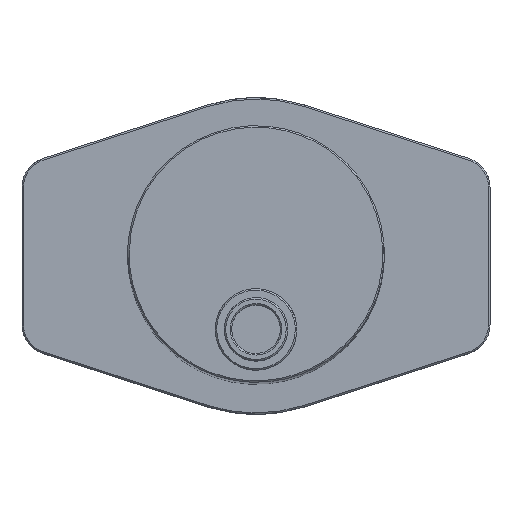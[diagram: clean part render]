
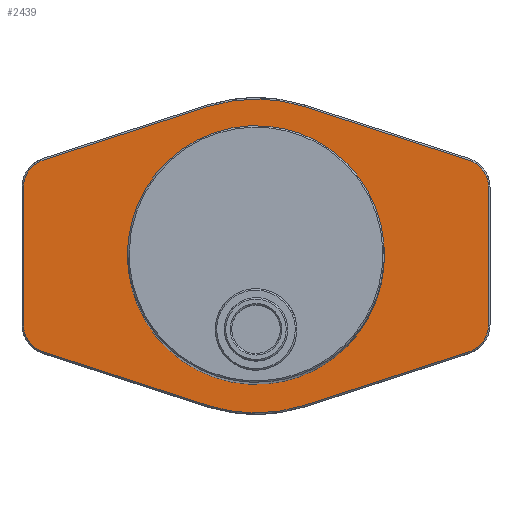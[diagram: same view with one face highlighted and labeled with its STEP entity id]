
A CAD part, top view. The second image highlights one B-rep face of the part: STEP entity #2439.
In plain terms, the highlighted free-form (B-spline) face has degree [1, 1] with [2, 2] control points.
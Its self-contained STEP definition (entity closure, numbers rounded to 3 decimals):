
#1457 = VERTEX_POINT('',#1458);
#1458 = CARTESIAN_POINT('',(-7.934,0.,
    1.587));
#1463 = EDGE_CURVE('',#1457,#1457,#1464,.T.);
#1464 = ( BOUNDED_CURVE() B_SPLINE_CURVE(2,(#1465,#1466,#1467,#1468,
#1469,#1470,#1471),.UNSPECIFIED.,.T.,.F.) B_SPLINE_CURVE_WITH_KNOTS((3,2
    ,2,3),(3.142,5.236,7.33,9.425),
.PIECEWISE_BEZIER_KNOTS.) CURVE() GEOMETRIC_REPRESENTATION_ITEM() 
RATIONAL_B_SPLINE_CURVE((1.,0.5,1.,0.5,1.,0.5,1.)) REPRESENTATION_ITEM(
  '') );
#1465 = CARTESIAN_POINT('',(-7.934,0.,
    1.587));
#1466 = CARTESIAN_POINT('',(-7.934,13.743,
    1.587));
#1467 = CARTESIAN_POINT('',(3.967,6.871,1.587
    ));
#1468 = CARTESIAN_POINT('',(15.869,0.,
    1.587));
#1469 = CARTESIAN_POINT('',(3.967,-6.871,
    1.587));
#1470 = CARTESIAN_POINT('',(-7.934,-13.743,
    1.587));
#1471 = CARTESIAN_POINT('',(-7.934,0.,
    1.587));
#2039 = VERTEX_POINT('',#2040);
#2040 = CARTESIAN_POINT('',(-13.15,5.931,
    1.587));
#2045 = EDGE_CURVE('',#2039,#2046,#2048,.T.);
#2046 = VERTEX_POINT('',#2047);
#2047 = CARTESIAN_POINT('',(-3.003,9.232,1.587
    ));
#2048 = B_SPLINE_CURVE_WITH_KNOTS('',1,(#2049,#2050),.UNSPECIFIED.,.F.,
  .F.,(2,2),(-11.431,0.),.PIECEWISE_BEZIER_KNOTS.);
#2049 = CARTESIAN_POINT('',(-13.15,5.931,
    1.587));
#2050 = CARTESIAN_POINT('',(-3.003,9.232,1.587
    ));
#2069 = VERTEX_POINT('',#2070);
#2070 = CARTESIAN_POINT('',(-14.375,4.245,
    1.587));
#2075 = EDGE_CURVE('',#2069,#2039,#2076,.T.);
#2076 = ( BOUNDED_CURVE() B_SPLINE_CURVE(2,(#2077,#2078,#2079),
.UNSPECIFIED.,.F.,.F.) B_SPLINE_CURVE_WITH_KNOTS((3,3),(5.027,
6.283),.PIECEWISE_BEZIER_KNOTS.) CURVE() 
GEOMETRIC_REPRESENTATION_ITEM() RATIONAL_B_SPLINE_CURVE((1.,
0.809,1.)) REPRESENTATION_ITEM('') );
#2077 = CARTESIAN_POINT('',(-14.375,4.245,
    1.587));
#2078 = CARTESIAN_POINT('',(-14.375,5.533,
    1.587));
#2079 = CARTESIAN_POINT('',(-13.15,5.931,
    1.587));
#2101 = VERTEX_POINT('',#2102);
#2102 = CARTESIAN_POINT('',(-14.375,-4.245,
    1.587));
#2107 = EDGE_CURVE('',#2101,#2069,#2108,.T.);
#2108 = B_SPLINE_CURVE_WITH_KNOTS('',1,(#2109,#2110),.UNSPECIFIED.,.F.,
  .F.,(2,2),(-6.821,2.274),.PIECEWISE_BEZIER_KNOTS.);
#2109 = CARTESIAN_POINT('',(-14.375,-4.245,
    1.587));
#2110 = CARTESIAN_POINT('',(-14.375,4.245,
    1.587));
#2129 = VERTEX_POINT('',#2130);
#2130 = CARTESIAN_POINT('',(-13.15,-5.931,
    1.587));
#2135 = EDGE_CURVE('',#2129,#2101,#2136,.T.);
#2136 = ( BOUNDED_CURVE() B_SPLINE_CURVE(2,(#2137,#2138,#2139),
.UNSPECIFIED.,.F.,.F.) B_SPLINE_CURVE_WITH_KNOTS((3,3),(5.027,
6.283),.PIECEWISE_BEZIER_KNOTS.) CURVE() 
GEOMETRIC_REPRESENTATION_ITEM() RATIONAL_B_SPLINE_CURVE((1.,
0.809,1.)) REPRESENTATION_ITEM('') );
#2137 = CARTESIAN_POINT('',(-13.15,-5.931,
    1.587));
#2138 = CARTESIAN_POINT('',(-14.375,-5.533,
    1.587));
#2139 = CARTESIAN_POINT('',(-14.375,-4.245,
    1.587));
#2161 = VERTEX_POINT('',#2162);
#2162 = CARTESIAN_POINT('',(-3.003,-9.232,
    1.587));
#2167 = EDGE_CURVE('',#2161,#2129,#2168,.T.);
#2168 = B_SPLINE_CURVE_WITH_KNOTS('',1,(#2169,#2170),.UNSPECIFIED.,.F.,
  .F.,(2,2),(-5.716,5.716),.PIECEWISE_BEZIER_KNOTS.);
#2169 = CARTESIAN_POINT('',(-3.003,-9.232,
    1.587));
#2170 = CARTESIAN_POINT('',(-13.15,-5.931,
    1.587));
#2189 = VERTEX_POINT('',#2190);
#2190 = CARTESIAN_POINT('',(3.003,-9.232,1.587
    ));
#2195 = EDGE_CURVE('',#2189,#2161,#2196,.T.);
#2196 = ( BOUNDED_CURVE() B_SPLINE_CURVE(2,(#2197,#2198,#2199),
.UNSPECIFIED.,.F.,.F.) B_SPLINE_CURVE_WITH_KNOTS((3,3),(1.256,
1.885),.PIECEWISE_BEZIER_KNOTS.) CURVE() 
GEOMETRIC_REPRESENTATION_ITEM() RATIONAL_B_SPLINE_CURVE((1.,
0.951,1.)) REPRESENTATION_ITEM('') );
#2197 = CARTESIAN_POINT('',(3.003,-9.232,1.587
    ));
#2198 = CARTESIAN_POINT('',(0.,-10.209,
    1.587));
#2199 = CARTESIAN_POINT('',(-3.003,-9.232,
    1.587));
#2219 = VERTEX_POINT('',#2220);
#2220 = CARTESIAN_POINT('',(13.15,-5.931,
    1.587));
#2225 = EDGE_CURVE('',#2219,#2189,#2226,.T.);
#2226 = B_SPLINE_CURVE_WITH_KNOTS('',1,(#2227,#2228),.UNSPECIFIED.,.F.,
  .F.,(2,2),(-11.431,0.),.PIECEWISE_BEZIER_KNOTS.);
#2227 = CARTESIAN_POINT('',(13.15,-5.931,
    1.587));
#2228 = CARTESIAN_POINT('',(3.003,-9.232,1.587
    ));
#2245 = VERTEX_POINT('',#2246);
#2246 = CARTESIAN_POINT('',(14.375,-4.245,
    1.587));
#2251 = EDGE_CURVE('',#2245,#2219,#2252,.T.);
#2252 = ( BOUNDED_CURVE() B_SPLINE_CURVE(2,(#2253,#2254,#2255),
.UNSPECIFIED.,.F.,.F.) B_SPLINE_CURVE_WITH_KNOTS((3,3),(5.027,
6.283),.PIECEWISE_BEZIER_KNOTS.) CURVE() 
GEOMETRIC_REPRESENTATION_ITEM() RATIONAL_B_SPLINE_CURVE((1.,
0.809,1.)) REPRESENTATION_ITEM('') );
#2253 = CARTESIAN_POINT('',(14.375,-4.245,
    1.587));
#2254 = CARTESIAN_POINT('',(14.375,-5.533,
    1.587));
#2255 = CARTESIAN_POINT('',(13.15,-5.931,
    1.587));
#2270 = VERTEX_POINT('',#2271);
#2271 = CARTESIAN_POINT('',(14.375,4.245,1.587
    ));
#2276 = EDGE_CURVE('',#2270,#2245,#2277,.T.);
#2277 = B_SPLINE_CURVE_WITH_KNOTS('',1,(#2278,#2279),.UNSPECIFIED.,.F.,
  .F.,(2,2),(-6.821,2.274),.PIECEWISE_BEZIER_KNOTS.);
#2278 = CARTESIAN_POINT('',(14.375,4.245,1.587
    ));
#2279 = CARTESIAN_POINT('',(14.375,-4.245,
    1.587));
#2292 = VERTEX_POINT('',#2293);
#2293 = CARTESIAN_POINT('',(13.15,5.931,
    1.587));
#2298 = EDGE_CURVE('',#2292,#2270,#2299,.T.);
#2299 = ( BOUNDED_CURVE() B_SPLINE_CURVE(2,(#2300,#2301,#2302),
.UNSPECIFIED.,.F.,.F.) B_SPLINE_CURVE_WITH_KNOTS((3,3),(5.027,
6.283),.PIECEWISE_BEZIER_KNOTS.) CURVE() 
GEOMETRIC_REPRESENTATION_ITEM() RATIONAL_B_SPLINE_CURVE((1.,
0.809,1.)) REPRESENTATION_ITEM('') );
#2300 = CARTESIAN_POINT('',(13.15,5.931,
    1.587));
#2301 = CARTESIAN_POINT('',(14.375,5.533,1.587
    ));
#2302 = CARTESIAN_POINT('',(14.375,4.245,1.587
    ));
#2317 = VERTEX_POINT('',#2318);
#2318 = CARTESIAN_POINT('',(3.003,9.232,1.587)
  );
#2323 = EDGE_CURVE('',#2317,#2292,#2324,.T.);
#2324 = B_SPLINE_CURVE_WITH_KNOTS('',1,(#2325,#2326),.UNSPECIFIED.,.F.,
  .F.,(2,2),(-5.716,5.716),.PIECEWISE_BEZIER_KNOTS.);
#2325 = CARTESIAN_POINT('',(3.003,9.232,1.587)
  );
#2326 = CARTESIAN_POINT('',(13.15,5.931,
    1.587));
#2339 = EDGE_CURVE('',#2046,#2317,#2340,.T.);
#2340 = ( BOUNDED_CURVE() B_SPLINE_CURVE(2,(#2341,#2342,#2343),
.UNSPECIFIED.,.F.,.F.) B_SPLINE_CURVE_WITH_KNOTS((3,3),(4.398,
5.027),.PIECEWISE_BEZIER_KNOTS.) CURVE() 
GEOMETRIC_REPRESENTATION_ITEM() RATIONAL_B_SPLINE_CURVE((1.,
0.951,1.)) REPRESENTATION_ITEM('') );
#2341 = CARTESIAN_POINT('',(-3.003,9.232,1.587
    ));
#2342 = CARTESIAN_POINT('',(0.,10.209,
    1.587));
#2343 = CARTESIAN_POINT('',(3.003,9.232,1.587)
  );
#2439 = ADVANCED_FACE('',(#2440,#2454),#2457,.T.);
#2440 = FACE_BOUND('',#2441,.T.);
#2441 = EDGE_LOOP('',(#2442,#2443,#2444,#2445,#2446,#2447,#2448,#2449,
    #2450,#2451,#2452,#2453));
#2442 = ORIENTED_EDGE('',*,*,#2045,.F.);
#2443 = ORIENTED_EDGE('',*,*,#2075,.F.);
#2444 = ORIENTED_EDGE('',*,*,#2107,.F.);
#2445 = ORIENTED_EDGE('',*,*,#2135,.F.);
#2446 = ORIENTED_EDGE('',*,*,#2167,.F.);
#2447 = ORIENTED_EDGE('',*,*,#2195,.F.);
#2448 = ORIENTED_EDGE('',*,*,#2225,.F.);
#2449 = ORIENTED_EDGE('',*,*,#2251,.F.);
#2450 = ORIENTED_EDGE('',*,*,#2276,.F.);
#2451 = ORIENTED_EDGE('',*,*,#2298,.F.);
#2452 = ORIENTED_EDGE('',*,*,#2323,.F.);
#2453 = ORIENTED_EDGE('',*,*,#2339,.F.);
#2454 = FACE_BOUND('',#2455,.T.);
#2455 = EDGE_LOOP('',(#2456));
#2456 = ORIENTED_EDGE('',*,*,#1463,.T.);
#2457 = B_SPLINE_SURFACE_WITH_KNOTS('',1,1,(
    (#2458,#2459)
    ,(#2460,#2461
    )),.UNSPECIFIED.,.F.,.F.,.F.,(2,2),(2,2),(-15.4,15.4),(-10.4,10.4),
  .PIECEWISE_BEZIER_KNOTS.);
#2458 = CARTESIAN_POINT('',(-14.375,-9.708,
    1.587));
#2459 = CARTESIAN_POINT('',(-14.375,9.708,
    1.587));
#2460 = CARTESIAN_POINT('',(14.375,-9.708,
    1.587));
#2461 = CARTESIAN_POINT('',(14.375,9.708,1.587
    ));
